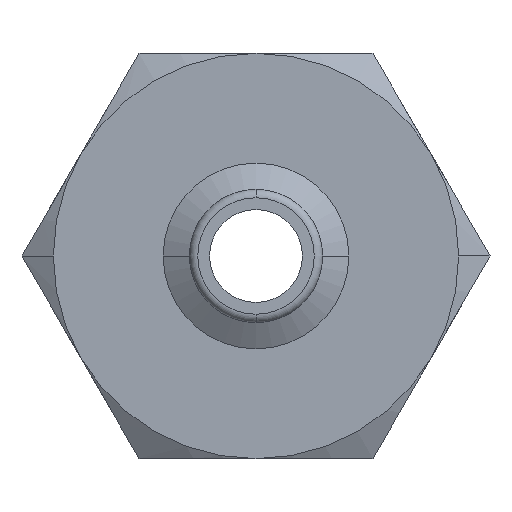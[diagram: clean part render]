
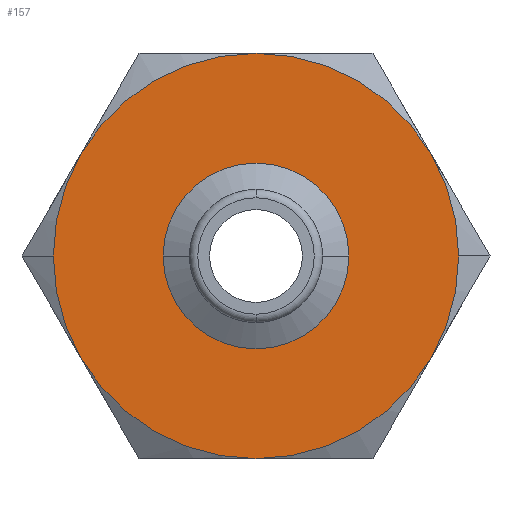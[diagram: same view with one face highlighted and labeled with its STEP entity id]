
A CAD part, front view. The second image highlights one B-rep face of the part: STEP entity #157.
In plain terms, the highlighted planar face has unit normal (0, -1, 0).
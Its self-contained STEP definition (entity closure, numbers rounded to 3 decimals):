
#157=ADVANCED_FACE('',(#319,#320),#321,.T.);
#319=FACE_OUTER_BOUND('',#484,.T.);
#320=FACE_BOUND('',#485,.T.);
#321=PLANE('',#486);
#484=EDGE_LOOP('',(#862,#863,#864,#865,#866,#867,#868,#869));
#485=EDGE_LOOP('',(#870,#871));
#486=AXIS2_PLACEMENT_3D('',#872,#873,#874);
#862=ORIENTED_EDGE('',*,*,#1012,.F.);
#863=ORIENTED_EDGE('',*,*,#1007,.F.);
#864=ORIENTED_EDGE('',*,*,#971,.F.);
#865=ORIENTED_EDGE('',*,*,#985,.F.);
#866=ORIENTED_EDGE('',*,*,#1026,.F.);
#867=ORIENTED_EDGE('',*,*,#1107,.F.);
#868=ORIENTED_EDGE('',*,*,#1029,.F.);
#869=ORIENTED_EDGE('',*,*,#1047,.F.);
#870=ORIENTED_EDGE('',*,*,#1057,.F.);
#871=ORIENTED_EDGE('',*,*,#1043,.F.);
#872=CARTESIAN_POINT('',(6.0,22.0,0.0));
#873=DIRECTION('',(-0.0,-1.0,-0.0));
#874=DIRECTION('',(-1.0,0.0,0.0));
#971=EDGE_CURVE('',#1149,#1151,#1152,.T.);
#985=EDGE_CURVE('',#1172,#1149,#1174,.T.);
#1007=EDGE_CURVE('',#1151,#1212,#1213,.T.);
#1012=EDGE_CURVE('',#1212,#1216,#1220,.T.);
#1026=EDGE_CURVE('',#1240,#1172,#1242,.T.);
#1029=EDGE_CURVE('',#1244,#1223,#1246,.T.);
#1043=EDGE_CURVE('',#1267,#1269,#1270,.T.);
#1047=EDGE_CURVE('',#1216,#1244,#1275,.T.);
#1057=EDGE_CURVE('',#1269,#1267,#1286,.T.);
#1107=EDGE_CURVE('',#1223,#1240,#1344,.T.);
#1149=VERTEX_POINT('',#1392);
#1151=VERTEX_POINT('',#1405);
#1152=CIRCLE('',#1406,12.0);
#1172=VERTEX_POINT('',#1494);
#1174=CIRCLE('',#1497,12.0);
#1212=VERTEX_POINT('',#1548);
#1213=CIRCLE('',#1549,12.0);
#1216=VERTEX_POINT('',#1563);
#1220=CIRCLE('',#1579,12.0);
#1223=VERTEX_POINT('',#1582);
#1240=VERTEX_POINT('',#1658);
#1242=CIRCLE('',#1671,12.0);
#1244=VERTEX_POINT('',#1673);
#1246=CIRCLE('',#1686,12.0);
#1267=VERTEX_POINT('',#1709);
#1269=VERTEX_POINT('',#1712);
#1270=CIRCLE('',#1713,5.5);
#1275=CIRCLE('',#1719,12.0);
#1286=CIRCLE('',#1752,5.5);
#1344=CIRCLE('',#1873,12.0);
#1392=CARTESIAN_POINT('',(-10.392,22.0,6.0));
#1405=CARTESIAN_POINT('',(0.,22.0,12.0));
#1406=AXIS2_PLACEMENT_3D('',#1913,#1914,#1915);
#1494=CARTESIAN_POINT('',(-12.0,22.0,0.));
#1497=AXIS2_PLACEMENT_3D('',#1922,#1923,#1924);
#1548=CARTESIAN_POINT('',(10.392,22.0,6.0));
#1549=AXIS2_PLACEMENT_3D('',#1969,#1970,#1971);
#1563=CARTESIAN_POINT('',(12.0,22.0,0.));
#1579=AXIS2_PLACEMENT_3D('',#1973,#1974,#1975);
#1582=CARTESIAN_POINT('',(0.0,22.0,-12.0));
#1658=CARTESIAN_POINT('',(-10.392,22.0,-6.0));
#1671=AXIS2_PLACEMENT_3D('',#1980,#1981,#1982);
#1673=CARTESIAN_POINT('',(10.392,22.0,-6.0));
#1686=AXIS2_PLACEMENT_3D('',#1983,#1984,#1985);
#1709=CARTESIAN_POINT('',(5.5,22.0,0.));
#1712=CARTESIAN_POINT('',(-5.5,22.0,0.));
#1713=AXIS2_PLACEMENT_3D('',#2010,#2011,#2012);
#1719=AXIS2_PLACEMENT_3D('',#2017,#2018,#2019);
#1752=AXIS2_PLACEMENT_3D('',#2032,#2033,#2034);
#1873=AXIS2_PLACEMENT_3D('',#2094,#2095,#2096);
#1913=CARTESIAN_POINT('',(0.0,22.0,0.0));
#1914=DIRECTION('',(-0.0,1.0,0.0));
#1915=DIRECTION('',(1.0,0.0,0.0));
#1922=CARTESIAN_POINT('',(0.0,22.0,0.0));
#1923=DIRECTION('',(-0.0,1.0,0.0));
#1924=DIRECTION('',(1.0,0.0,0.0));
#1969=CARTESIAN_POINT('',(0.0,22.0,0.0));
#1970=DIRECTION('',(-0.0,1.0,0.0));
#1971=DIRECTION('',(1.0,0.0,0.0));
#1973=CARTESIAN_POINT('',(0.0,22.0,0.0));
#1974=DIRECTION('',(-0.0,1.0,0.0));
#1975=DIRECTION('',(1.0,0.0,0.0));
#1980=CARTESIAN_POINT('',(0.0,22.0,0.0));
#1981=DIRECTION('',(-0.0,1.0,0.0));
#1982=DIRECTION('',(1.0,0.0,0.0));
#1983=CARTESIAN_POINT('',(0.0,22.0,0.0));
#1984=DIRECTION('',(-0.0,1.0,0.0));
#1985=DIRECTION('',(1.0,0.0,0.0));
#2010=CARTESIAN_POINT('',(0.0,22.0,0.0));
#2011=DIRECTION('',(0.0,-1.0,0.0));
#2012=DIRECTION('',(1.0,0.0,0.0));
#2017=CARTESIAN_POINT('',(0.0,22.0,0.0));
#2018=DIRECTION('',(-0.0,1.0,0.0));
#2019=DIRECTION('',(1.0,0.0,0.0));
#2032=CARTESIAN_POINT('',(0.0,22.0,0.0));
#2033=DIRECTION('',(0.0,-1.0,0.0));
#2034=DIRECTION('',(1.0,0.0,0.0));
#2094=CARTESIAN_POINT('',(0.0,22.0,0.0));
#2095=DIRECTION('',(-0.0,1.0,0.0));
#2096=DIRECTION('',(1.0,0.0,0.0));
